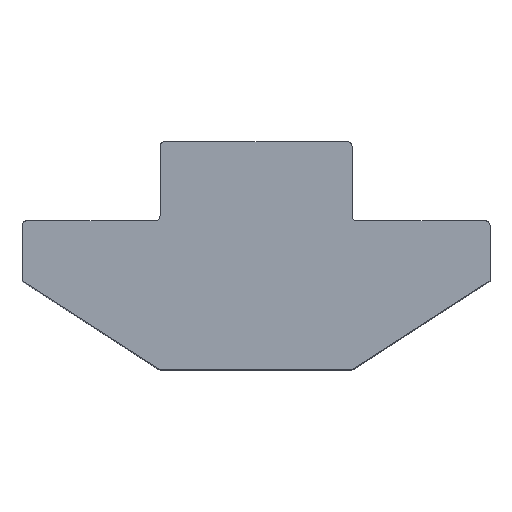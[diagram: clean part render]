
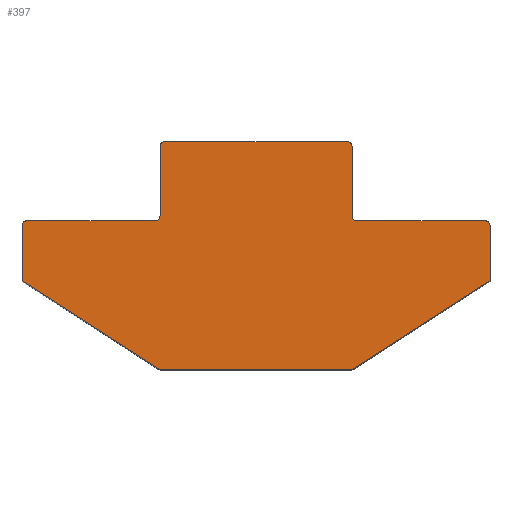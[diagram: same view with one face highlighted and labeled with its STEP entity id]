
A CAD part, top view. The second image highlights one B-rep face of the part: STEP entity #397.
In plain terms, the highlighted planar face has unit normal (0, 0, 1).
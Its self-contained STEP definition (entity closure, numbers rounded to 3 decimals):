
#4 = VECTOR ( 'NONE', #1032, 1000. ) ;
#11 = LINE ( 'NONE', #388, #487 ) ;
#24 = PLANE ( 'NONE',  #650 ) ;
#30 = VERTEX_POINT ( 'NONE', #430 ) ;
#35 = CARTESIAN_POINT ( 'NONE',  ( -4.049, -9.468, 10. ) ) ;
#36 = EDGE_CURVE ( 'NONE', #178, #30, #772, .T. ) ;
#37 = CARTESIAN_POINT ( 'NONE',  ( -4.2, -3.1, 10. ) ) ;
#39 = DIRECTION ( 'NONE',  ( -1., 0., 0. ) ) ;
#43 = VECTOR ( 'NONE', #346, 1000. ) ;
#48 = CARTESIAN_POINT ( 'NONE',  ( 4., 0., 10. ) ) ;
#60 = CIRCLE ( 'NONE', #169, 0.2 ) ;
#62 = EDGE_CURVE ( 'NONE', #588, #969, #65, .T. ) ;
#65 = LINE ( 'NONE', #849, #404 ) ;
#75 = AXIS2_PLACEMENT_3D ( 'NONE', #674, #819, #998 ) ;
#78 = EDGE_CURVE ( 'NONE', #288, #588, #254, .T. ) ;
#79 = CARTESIAN_POINT ( 'NONE',  ( 4., -3.1, 10. ) ) ;
#88 = VERTEX_POINT ( 'NONE', #1010 ) ;
#119 = CARTESIAN_POINT ( 'NONE',  ( 4.049, -9.468, 10. ) ) ;
#122 = CARTESIAN_POINT ( 'NONE',  ( 9.55, -3.3, 10. ) ) ;
#135 = EDGE_LOOP ( 'NONE', ( #565, #313, #698, #987, #1005, #880, #607, #166, #859, #1021, #188, #511, #358, #442, #317, #815, #596, #462 ) ) ;
#143 = EDGE_CURVE ( 'NONE', #969, #173, #1014, .T. ) ;
#152 = VECTOR ( 'NONE', #39, 1000. ) ;
#153 = CARTESIAN_POINT ( 'NONE',  ( -4., -3.3, 10. ) ) ;
#155 = EDGE_CURVE ( 'NONE', #850, #993, #449, .T. ) ;
#157 = VERTEX_POINT ( 'NONE', #615 ) ;
#166 = ORIENTED_EDGE ( 'NONE', *, *, #62, .T. ) ;
#169 = AXIS2_PLACEMENT_3D ( 'NONE', #312, #555, #879 ) ;
#170 = LINE ( 'NONE', #1035, #335 ) ;
#173 = VERTEX_POINT ( 'NONE', #372 ) ;
#174 = DIRECTION ( 'NONE',  ( -1., 0., 0. ) ) ;
#178 = VERTEX_POINT ( 'NONE', #1020 ) ;
#184 = VECTOR ( 'NONE', #1018, 1000. ) ;
#188 = ORIENTED_EDGE ( 'NONE', *, *, #814, .T. ) ;
#194 = EDGE_CURVE ( 'NONE', #832, #850, #60, .T. ) ;
#206 = DIRECTION ( 'NONE',  ( -1., 0., 0. ) ) ;
#211 = EDGE_CURVE ( 'NONE', #993, #373, #636, .T. ) ;
#212 = DIRECTION ( 'NONE',  ( 0., 0., -1. ) ) ;
#254 = CIRCLE ( 'NONE', #385, 0.2 ) ;
#261 = EDGE_CURVE ( 'NONE', #657, #157, #11, .T. ) ;
#288 = VERTEX_POINT ( 'NONE', #971 ) ;
#291 = EDGE_CURVE ( 'NONE', #30, #832, #890, .T. ) ;
#301 = EDGE_CURVE ( 'NONE', #1012, #178, #170, .T. ) ;
#306 = VERTEX_POINT ( 'NONE', #757 ) ;
#312 = CARTESIAN_POINT ( 'NONE',  ( -9.55, -3.5, 10. ) ) ;
#313 = ORIENTED_EDGE ( 'NONE', *, *, #371, .T. ) ;
#317 = ORIENTED_EDGE ( 'NONE', *, *, #194, .T. ) ;
#335 = VECTOR ( 'NONE', #470, 1000. ) ;
#342 = EDGE_CURVE ( 'NONE', #157, #88, #653, .T. ) ;
#345 = CARTESIAN_POINT ( 'NONE',  ( 9.55, -3.5, 10. ) ) ;
#346 = DIRECTION ( 'NONE',  ( 0., 1., 0. ) ) ;
#347 = DIRECTION ( 'NONE',  ( -1., 0., 0. ) ) ;
#348 = CARTESIAN_POINT ( 'NONE',  ( -3.8, -0.2, 10. ) ) ;
#349 = VECTOR ( 'NONE', #553, 1000. ) ;
#351 = LINE ( 'NONE', #587, #152 ) ;
#353 = DIRECTION ( 'NONE',  ( 0., 0., -1. ) ) ;
#358 = ORIENTED_EDGE ( 'NONE', *, *, #36, .T. ) ;
#359 = CARTESIAN_POINT ( 'NONE',  ( -9.75, -3.5, 10. ) ) ;
#367 = CARTESIAN_POINT ( 'NONE',  ( 4.2, -3.1, 10. ) ) ;
#371 = EDGE_CURVE ( 'NONE', #306, #657, #524, .T. ) ;
#372 = CARTESIAN_POINT ( 'NONE',  ( 3.8, 0., 10. ) ) ;
#373 = VERTEX_POINT ( 'NONE', #35 ) ;
#385 = AXIS2_PLACEMENT_3D ( 'NONE', #367, #212, #206 ) ;
#388 = CARTESIAN_POINT ( 'NONE',  ( 9.75, -5.8, 10. ) ) ;
#392 = VERTEX_POINT ( 'NONE', #905 ) ;
#395 = CARTESIAN_POINT ( 'NONE',  ( -9.75, -5.8, 10. ) ) ;
#397 = ADVANCED_FACE ( 'NONE', ( #735 ), #24, .F. ) ;
#404 = VECTOR ( 'NONE', #1023, 1000. ) ;
#430 = CARTESIAN_POINT ( 'NONE',  ( -4.2, -3.3, 10. ) ) ;
#433 = EDGE_CURVE ( 'NONE', #775, #288, #351, .T. ) ;
#435 = CARTESIAN_POINT ( 'NONE',  ( -3.8, 0., 10. ) ) ;
#442 = ORIENTED_EDGE ( 'NONE', *, *, #291, .T. ) ;
#449 = LINE ( 'NONE', #867, #4 ) ;
#450 = AXIS2_PLACEMENT_3D ( 'NONE', #693, #939, #606 ) ;
#462 = ORIENTED_EDGE ( 'NONE', *, *, #1007, .T. ) ;
#470 = DIRECTION ( 'NONE',  ( 0., -1., 0. ) ) ;
#484 = AXIS2_PLACEMENT_3D ( 'NONE', #348, #531, #688 ) ;
#487 = VECTOR ( 'NONE', #548, 1000. ) ;
#511 = ORIENTED_EDGE ( 'NONE', *, *, #301, .T. ) ;
#513 = EDGE_CURVE ( 'NONE', #392, #306, #785, .T. ) ;
#524 = CIRCLE ( 'NONE', #75, 0.2 ) ;
#531 = DIRECTION ( 'NONE',  ( 0., 0., 1. ) ) ;
#548 = DIRECTION ( 'NONE',  ( 0.841, 0.541, 0. ) ) ;
#553 = DIRECTION ( 'NONE',  ( 1., 0., 0. ) ) ;
#555 = DIRECTION ( 'NONE',  ( 0., 0., 1. ) ) ;
#557 = CARTESIAN_POINT ( 'NONE',  ( -3.941, -9.3, 10. ) ) ;
#565 = ORIENTED_EDGE ( 'NONE', *, *, #513, .T. ) ;
#576 = DIRECTION ( 'NONE',  ( 0., 0., -1. ) ) ;
#587 = CARTESIAN_POINT ( 'NONE',  ( 4., -3.3, 10. ) ) ;
#588 = VERTEX_POINT ( 'NONE', #79 ) ;
#596 = ORIENTED_EDGE ( 'NONE', *, *, #211, .T. ) ;
#605 = LINE ( 'NONE', #48, #184 ) ;
#606 = DIRECTION ( 'NONE',  ( -1., 0., 0. ) ) ;
#607 = ORIENTED_EDGE ( 'NONE', *, *, #78, .T. ) ;
#610 = CARTESIAN_POINT ( 'NONE',  ( 4., -0.2, 10. ) ) ;
#615 = CARTESIAN_POINT ( 'NONE',  ( 9.75, -5.8, 10. ) ) ;
#636 = LINE ( 'NONE', #646, #938 ) ;
#637 = EDGE_CURVE ( 'NONE', #88, #775, #753, .T. ) ;
#646 = CARTESIAN_POINT ( 'NONE',  ( -9.75, -5.8, 10. ) ) ;
#650 = AXIS2_PLACEMENT_3D ( 'NONE', #983, #576, #900 ) ;
#653 = LINE ( 'NONE', #669, #43 ) ;
#657 = VERTEX_POINT ( 'NONE', #119 ) ;
#669 = CARTESIAN_POINT ( 'NONE',  ( 9.75, -3.3, 10. ) ) ;
#674 = CARTESIAN_POINT ( 'NONE',  ( 3.941, -9.3, 10. ) ) ;
#688 = DIRECTION ( 'NONE',  ( -1., 0., 0. ) ) ;
#693 = CARTESIAN_POINT ( 'NONE',  ( 3.8, -0.2, 10. ) ) ;
#698 = ORIENTED_EDGE ( 'NONE', *, *, #261, .T. ) ;
#699 = CIRCLE ( 'NONE', #976, 0.2 ) ;
#713 = DIRECTION ( 'NONE',  ( 0., 0., 1. ) ) ;
#719 = VECTOR ( 'NONE', #174, 1000. ) ;
#724 = DIRECTION ( 'NONE',  ( 0.841, -0.541, 0. ) ) ;
#735 = FACE_OUTER_BOUND ( 'NONE', #135, .T. ) ;
#746 = DIRECTION ( 'NONE',  ( -1., 0., 0. ) ) ;
#753 = CIRCLE ( 'NONE', #906, 0.2 ) ;
#757 = CARTESIAN_POINT ( 'NONE',  ( 3.941, -9.5, 10. ) ) ;
#761 = CARTESIAN_POINT ( 'NONE',  ( -9.55, -3.3, 10. ) ) ;
#772 = CIRCLE ( 'NONE', #909, 0.2 ) ;
#775 = VERTEX_POINT ( 'NONE', #122 ) ;
#785 = LINE ( 'NONE', #871, #349 ) ;
#803 = VERTEX_POINT ( 'NONE', #435 ) ;
#814 = EDGE_CURVE ( 'NONE', #803, #1012, #911, .T. ) ;
#815 = ORIENTED_EDGE ( 'NONE', *, *, #155, .T. ) ;
#819 = DIRECTION ( 'NONE',  ( 0., 0., 1. ) ) ;
#820 = EDGE_CURVE ( 'NONE', #173, #803, #605, .T. ) ;
#832 = VERTEX_POINT ( 'NONE', #761 ) ;
#833 = DIRECTION ( 'NONE',  ( 0., 0., 1. ) ) ;
#849 = CARTESIAN_POINT ( 'NONE',  ( 4., 0., 10. ) ) ;
#850 = VERTEX_POINT ( 'NONE', #359 ) ;
#859 = ORIENTED_EDGE ( 'NONE', *, *, #143, .T. ) ;
#860 = CARTESIAN_POINT ( 'NONE',  ( -4., -0.2, 10. ) ) ;
#867 = CARTESIAN_POINT ( 'NONE',  ( -9.75, -3.3, 10. ) ) ;
#871 = CARTESIAN_POINT ( 'NONE',  ( -4., -9.5, 10. ) ) ;
#879 = DIRECTION ( 'NONE',  ( -1., 0., 0. ) ) ;
#880 = ORIENTED_EDGE ( 'NONE', *, *, #433, .T. ) ;
#890 = LINE ( 'NONE', #153, #719 ) ;
#900 = DIRECTION ( 'NONE',  ( -1., 0., 0. ) ) ;
#905 = CARTESIAN_POINT ( 'NONE',  ( -3.941, -9.5, 10. ) ) ;
#906 = AXIS2_PLACEMENT_3D ( 'NONE', #345, #833, #746 ) ;
#909 = AXIS2_PLACEMENT_3D ( 'NONE', #37, #353, #347 ) ;
#911 = CIRCLE ( 'NONE', #484, 0.2 ) ;
#938 = VECTOR ( 'NONE', #724, 1000. ) ;
#939 = DIRECTION ( 'NONE',  ( 0., 0., 1. ) ) ;
#969 = VERTEX_POINT ( 'NONE', #610 ) ;
#971 = CARTESIAN_POINT ( 'NONE',  ( 4.2, -3.3, 10. ) ) ;
#976 = AXIS2_PLACEMENT_3D ( 'NONE', #557, #713, #1033 ) ;
#983 = CARTESIAN_POINT ( 'NONE',  ( 0., 0., 10. ) ) ;
#987 = ORIENTED_EDGE ( 'NONE', *, *, #342, .T. ) ;
#993 = VERTEX_POINT ( 'NONE', #395 ) ;
#998 = DIRECTION ( 'NONE',  ( -1., 0., 0. ) ) ;
#1005 = ORIENTED_EDGE ( 'NONE', *, *, #637, .T. ) ;
#1007 = EDGE_CURVE ( 'NONE', #373, #392, #699, .T. ) ;
#1010 = CARTESIAN_POINT ( 'NONE',  ( 9.75, -3.5, 10. ) ) ;
#1012 = VERTEX_POINT ( 'NONE', #860 ) ;
#1014 = CIRCLE ( 'NONE', #450, 0.2 ) ;
#1018 = DIRECTION ( 'NONE',  ( -1., 0., 0. ) ) ;
#1020 = CARTESIAN_POINT ( 'NONE',  ( -4., -3.1, 10. ) ) ;
#1021 = ORIENTED_EDGE ( 'NONE', *, *, #820, .T. ) ;
#1023 = DIRECTION ( 'NONE',  ( 0., 1., 0. ) ) ;
#1032 = DIRECTION ( 'NONE',  ( 0., -1., 0. ) ) ;
#1033 = DIRECTION ( 'NONE',  ( -1., 0., 0. ) ) ;
#1035 = CARTESIAN_POINT ( 'NONE',  ( -4., 0., 10. ) ) ;
